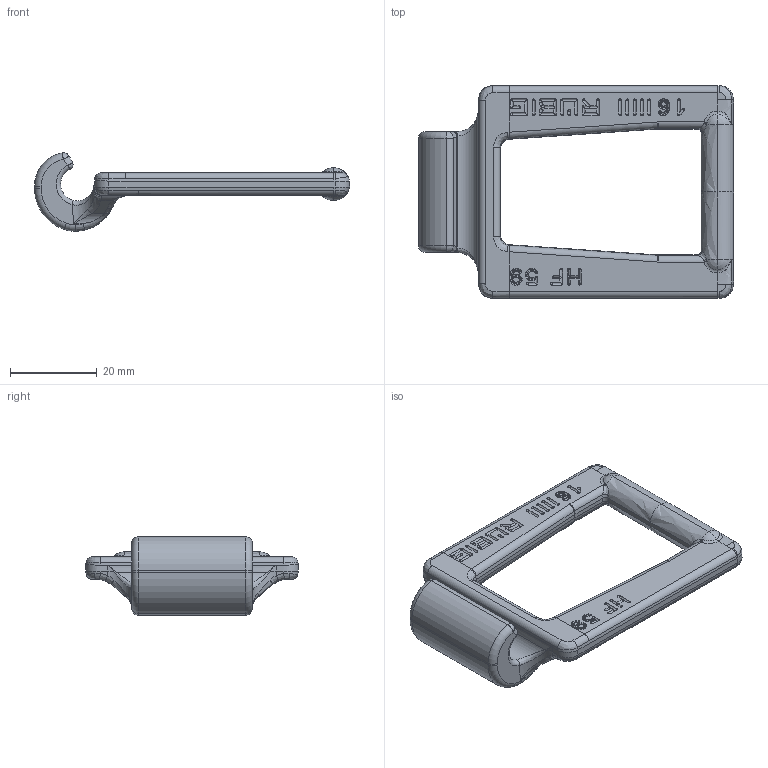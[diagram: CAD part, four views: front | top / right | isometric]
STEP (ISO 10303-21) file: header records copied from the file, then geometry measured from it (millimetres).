
FILE_DESCRIPTION(/* description */ (''),/* implementation_level */ '2;1');
FILE_NAME(/* name */ 'Kettenglied_T59.stp',/* time_stamp */ '2016-05-25T07:46:09+02:00',/* author */ (''),/* organization */ (''),/* preprocessor_version */ 'ST-DEVELOPER v15',/* originating_system */ 'SIEMENS PLM Software NX 8.5',/* authorisation */ '');
FILE_SCHEMA (('AUTOMOTIVE_DESIGN { 1 0 10303 214 3 1 1 1 }'));
Length unit declared in the file: millimetre
Products named in the file (1): haid14B4CDA9o34f
Bounding box: 72.53 x 49 x 18.07 mm (x, y, z)
Volume: 13141.6 mm3; surface area: 6500.8 mm2
Topology: 1 solids, 1 shells, 479 faces, 1334 edges, 792 vertices
Faces by surface type: cylinder 177, bspline 141, sphere 74, plane 64, torus 21, extrusion 2
Entity records: 17721 total; most frequent: CARTESIAN_POINT 6994, ORIENTED_EDGE 2408, DIRECTION 2048, EDGE_CURVE 1204, AXIS2_PLACEMENT_3D 819, VERTEX_POINT 749, EDGE_LOOP 503, ADVANCED_FACE 479
